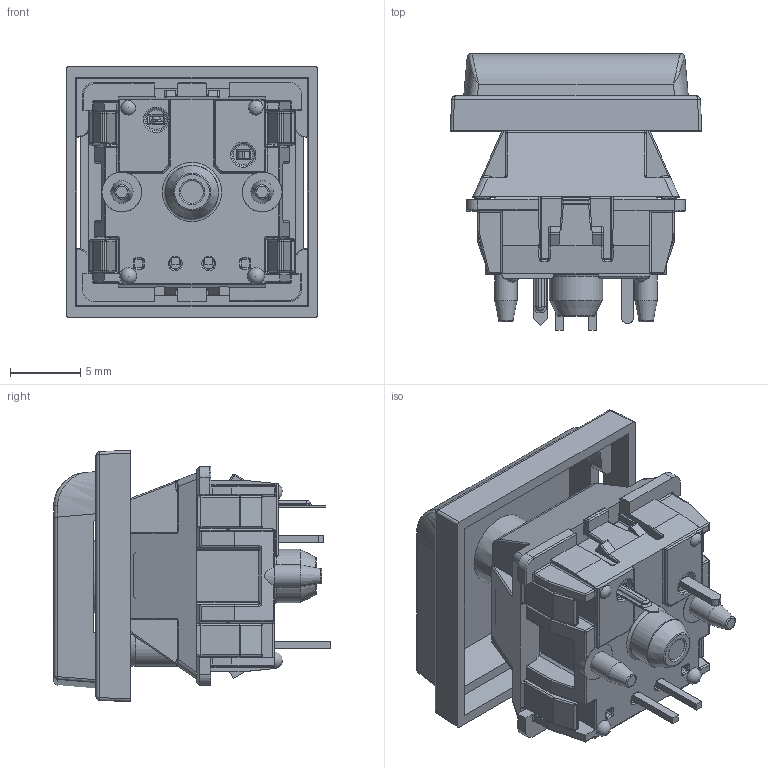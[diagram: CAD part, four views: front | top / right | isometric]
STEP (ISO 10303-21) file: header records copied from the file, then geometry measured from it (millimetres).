
FILE_DESCRIPTION(/* description */ (''),/* implementation_level */ '2;1');
FILE_NAME(/* name */ '1618dd7b-2c3f-4f5a-a651-b7e812730ebb.stp',/* time_stamp */ '2025-12-14T18:45:15Z',/* author */ (''),/* organization */ (''),/* preprocessor_version */ 'ST-DEVELOPER v20.1',/* originating_system */ 'Autodesk Translation Framework v14.24.0.0',/* authorisation */ '');
FILE_SCHEMA (('AUTOMOTIVE_DESIGN { 1 0 10303 214 3 1 1 }'));
Products named in the file (3): Cherry MX Keycap Assembled; Key Cap-CHERRY-MX; MX Series-Cherry Key
Assembly tree (2 placements, depth 2):
  Cherry MX Keycap Assembled
    Key Cap-CHERRY-MX
    MX Series-Cherry Key
Bounding box: 17.9 x 19.7 x 17.9 mm (x, y, z)
Volume: 1608.6 mm3; surface area: 4053 mm2
Topology: 11 solids, 11 shells, 1713 faces, 4190 edges, 2398 vertices
Faces by surface type: cylinder 691, plane 567, torus 192, bspline 118, sphere 112, cone 33
Full cylindrical faces by diameter (mm): 0.8 x2, 1.6 x4, 2 x1, 2.6 x1, 3 x1, 3.8 x1, 4.8 x1
Entity records: 52898 total; most frequent: CARTESIAN_POINT 11806, DIRECTION 8691, ORIENTED_EDGE 8146, EDGE_CURVE 4073, AXIS2_PLACEMENT_3D 3236, VERTEX_POINT 2398, LINE 2219, VECTOR 2219
